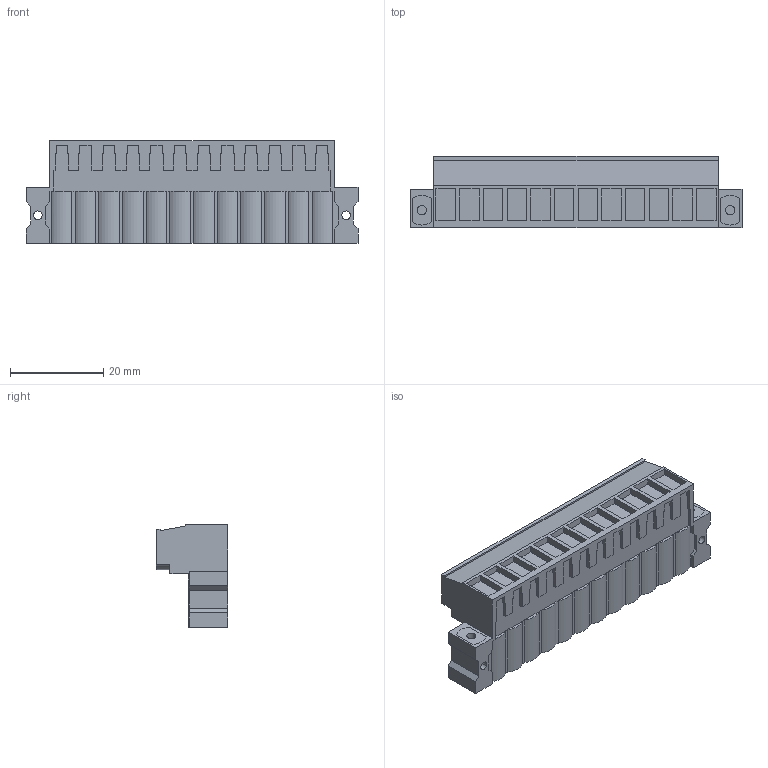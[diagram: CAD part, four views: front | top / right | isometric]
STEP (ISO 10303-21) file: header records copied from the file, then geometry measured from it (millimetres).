
FILE_DESCRIPTION(('CATIA V5 STEP Exchange','CAx-IF Rec.Pracs.--- Model Styling and Organization---1.2---2011-12-15'),'2;1');
FILE_NAME ('D1457473_0_1846460000_1846460000.stp','2017-05-17T11:16:59+00:00',('none'),('Weidmueller'),'CATIA Version 5-6 Release 2014','CATIA V5 STEP AP214','none');
FILE_SCHEMA(('AUTOMOTIVE_DESIGN { 1 0 10303 214 1 1 1 1 }'));
Length unit declared in the file: millimetre
Products named in the file (1): 1846460000
Bounding box: 71.22 x 15.38 x 22.05 mm (x, y, z)
Volume: 11277.7 mm3; surface area: 10064.2 mm2
Topology: 29 solids, 29 shells, 932 faces, 2519 edges, 1700 vertices
Faces by surface type: plane 700, cylinder 184, extrusion 48
Entity records: 28178 total; most frequent: CARTESIAN_POINT 6342, ORIENTED_EDGE 5038, DIRECTION 3433, EDGE_CURVE 2519, VECTOR 2047, LINE 1999, VERTEX_POINT 1700, EDGE_LOOP 1023
